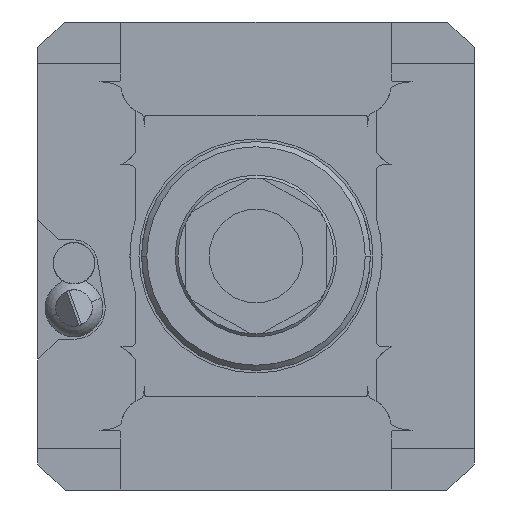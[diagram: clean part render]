
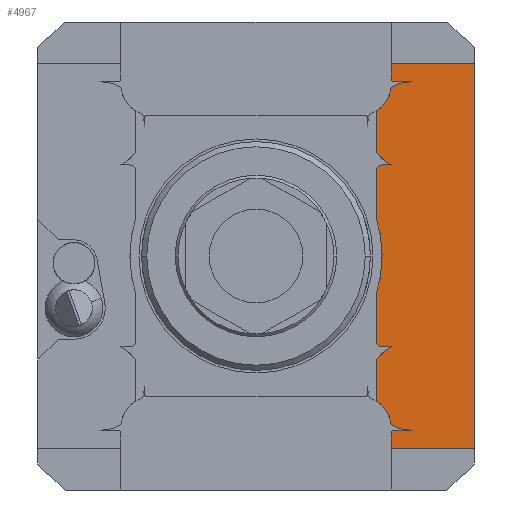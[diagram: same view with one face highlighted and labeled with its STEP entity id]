
A CAD part, left-side view. The second image highlights one B-rep face of the part: STEP entity #4967.
In plain terms, the highlighted planar face has unit normal (-1, 0, 0).
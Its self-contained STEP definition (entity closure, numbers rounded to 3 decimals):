
#584=CARTESIAN_POINT('',(-36.,-26.5,-34.));
#585=DIRECTION('',(-1.,0.,0.));
#586=DIRECTION('',(0.,0.,1.));
#587=AXIS2_PLACEMENT_3D('',#584,#585,#586);
#589=DIRECTION('',(0.,-1.,0.));
#590=VECTOR('',#589,3.5);
#591=CARTESIAN_POINT('',(-36.,-26.5,-33.5));
#592=LINE('',#591,#590);
#593=CARTESIAN_POINT('',(-36.,-30.,-25.));
#594=DIRECTION('',(-1.,0.,0.));
#595=DIRECTION('',(0.,0.473,-0.881));
#596=AXIS2_PLACEMENT_3D('',#593,#594,#595);
#598=CARTESIAN_POINT('',(-36.,-20.,-33.));
#599=DIRECTION('',(-1.,0.,0.));
#600=DIRECTION('',(0.,-0.996,0.085));
#601=AXIS2_PLACEMENT_3D('',#598,#599,#600);
#603=DIRECTION('',(0.,0.,1.));
#604=VECTOR('',#603,7.827);
#605=CARTESIAN_POINT('',(-36.,-23.1,-27.863));
#606=LINE('',#605,#604);
#607=CARTESIAN_POINT('',(-36.,-30.,-25.));
#608=DIRECTION('',(-1.,0.,0.));
#609=DIRECTION('',(0.,0.471,0.882));
#610=AXIS2_PLACEMENT_3D('',#607,#608,#609);
#612=DIRECTION('',(0.,1.,0.));
#613=VECTOR('',#612,1.7);
#614=CARTESIAN_POINT('',(-36.,-26.,-17.5));
#615=LINE('',#614,#613);
#616=CARTESIAN_POINT('',(-36.,-24.3,-16.3));
#617=DIRECTION('',(-1.,0.,0.));
#618=DIRECTION('',(0.,1.,0.));
#619=AXIS2_PLACEMENT_3D('',#616,#617,#618);
#621=DIRECTION('',(0.,0.,1.));
#622=VECTOR('',#621,8.921);
#623=CARTESIAN_POINT('',(-36.,-23.1,-16.3));
#624=LINE('',#623,#622);
#625=DIRECTION('',(0.,0.,1.));
#626=VECTOR('',#625,8.921);
#627=CARTESIAN_POINT('',(-36.,-23.1,7.379));
#628=LINE('',#627,#626);
#629=CARTESIAN_POINT('',(-36.,-24.3,16.3));
#630=DIRECTION('',(-1.,0.,0.));
#631=DIRECTION('',(0.,0.,1.));
#632=AXIS2_PLACEMENT_3D('',#629,#630,#631);
#634=DIRECTION('',(0.,-1.,0.));
#635=VECTOR('',#634,1.7);
#636=CARTESIAN_POINT('',(-36.,-24.3,17.5));
#637=LINE('',#636,#635);
#638=CARTESIAN_POINT('',(-36.,-30.,25.));
#639=DIRECTION('',(-1.,0.,0.));
#640=DIRECTION('',(0.,0.812,-0.584));
#641=AXIS2_PLACEMENT_3D('',#638,#639,#640);
#643=DIRECTION('',(0.,0.,1.));
#644=VECTOR('',#643,7.827);
#645=CARTESIAN_POINT('',(-36.,-23.1,20.036));
#646=LINE('',#645,#644);
#647=CARTESIAN_POINT('',(-36.,-20.,33.));
#648=DIRECTION('',(-1.,0.,0.));
#649=DIRECTION('',(0.,-0.517,-0.856));
#650=AXIS2_PLACEMENT_3D('',#647,#648,#649);
#652=CARTESIAN_POINT('',(-36.,-30.,25.));
#653=DIRECTION('',(-1.,0.,0.));
#654=DIRECTION('',(0.,0.,1.));
#655=AXIS2_PLACEMENT_3D('',#652,#653,#654);
#657=DIRECTION('',(0.,1.,0.));
#658=VECTOR('',#657,3.5);
#659=CARTESIAN_POINT('',(-36.,-30.,33.5));
#660=LINE('',#659,#658);
#661=CARTESIAN_POINT('',(-36.,-26.5,34.));
#662=DIRECTION('',(-1.,0.,0.));
#663=DIRECTION('',(0.,1.,0.));
#664=AXIS2_PLACEMENT_3D('',#661,#662,#663);
#666=DIRECTION('',(0.,0.,-1.));
#667=VECTOR('',#666,3.);
#668=CARTESIAN_POINT('',(-36.,-26.,37.));
#669=LINE('',#668,#667);
#670=DIRECTION('',(0.,0.,1.));
#671=VECTOR('',#670,3.);
#672=CARTESIAN_POINT('',(-36.,-26.,-37.));
#673=LINE('',#672,#671);
#682=DIRECTION('',(0.,-1.,0.));
#683=VECTOR('',#682,16.);
#684=CARTESIAN_POINT('',(-36.,-26.,-37.));
#685=LINE('',#684,#683);
#694=DIRECTION('',(0.,0.,1.));
#695=VECTOR('',#694,74.);
#696=CARTESIAN_POINT('',(-36.,-42.,-37.));
#697=LINE('',#696,#695);
#1734=CARTESIAN_POINT('',(-36.,0.,0.));
#1735=DIRECTION('',(1.,0.,0.));
#1736=DIRECTION('',(0.,-0.953,0.304));
#1737=AXIS2_PLACEMENT_3D('',#1734,#1735,#1736);
#1833=DIRECTION('',(0.,-1.,0.));
#1834=VECTOR('',#1833,16.);
#1835=CARTESIAN_POINT('',(-36.,-26.,37.));
#1836=LINE('',#1835,#1834);
#3551=CARTESIAN_POINT('',(-36.,-42.,-37.));
#3552=CARTESIAN_POINT('',(-36.,-42.,37.));
#3553=VERTEX_POINT('',#3551);
#3554=VERTEX_POINT('',#3552);
#3592=CARTESIAN_POINT('',(-36.,-23.1,-7.379));
#3594=VERTEX_POINT('',#3592);
#3596=CARTESIAN_POINT('',(-36.,-23.1,7.379));
#3598=VERTEX_POINT('',#3596);
#3663=CARTESIAN_POINT('',(-36.,-26.,-37.));
#3664=VERTEX_POINT('',#3663);
#3669=CARTESIAN_POINT('',(-36.,-26.,37.));
#3670=VERTEX_POINT('',#3669);
#3688=CARTESIAN_POINT('',(-36.,-23.1,-16.3));
#3690=VERTEX_POINT('',#3688);
#3692=CARTESIAN_POINT('',(-36.,-23.1,16.3));
#3694=VERTEX_POINT('',#3692);
#3695=CARTESIAN_POINT('',(-36.,-26.,-17.5));
#3696=CARTESIAN_POINT('',(-36.,-24.3,-17.5));
#3697=VERTEX_POINT('',#3695);
#3698=VERTEX_POINT('',#3696);
#3699=CARTESIAN_POINT('',(-36.,-24.3,17.5));
#3700=VERTEX_POINT('',#3699);
#3701=CARTESIAN_POINT('',(-36.,-26.,17.5));
#3702=VERTEX_POINT('',#3701);
#3799=CARTESIAN_POINT('',(-36.,-26.5,-33.5));
#3800=CARTESIAN_POINT('',(-36.,-26.,-34.));
#3801=VERTEX_POINT('',#3799);
#3802=VERTEX_POINT('',#3800);
#3803=CARTESIAN_POINT('',(-36.,-30.,-33.5));
#3804=VERTEX_POINT('',#3803);
#3805=CARTESIAN_POINT('',(-36.,-30.,33.5));
#3806=CARTESIAN_POINT('',(-36.,-26.5,33.5));
#3807=VERTEX_POINT('',#3805);
#3808=VERTEX_POINT('',#3806);
#3809=CARTESIAN_POINT('',(-36.,-26.,34.));
#3810=VERTEX_POINT('',#3809);
#3832=CARTESIAN_POINT('',(-36.,-23.1,-27.863));
#3834=VERTEX_POINT('',#3832);
#3836=CARTESIAN_POINT('',(-36.,-23.1,27.863));
#3838=VERTEX_POINT('',#3836);
#3864=CARTESIAN_POINT('',(-36.,-23.1,-20.036));
#3866=VERTEX_POINT('',#3864);
#3868=CARTESIAN_POINT('',(-36.,-23.1,20.036));
#3870=VERTEX_POINT('',#3868);
#3903=CARTESIAN_POINT('',(-36.,-25.978,-32.488));
#3904=VERTEX_POINT('',#3903);
#3905=CARTESIAN_POINT('',(-36.,-25.978,32.488));
#3906=VERTEX_POINT('',#3905);
#4915=CARTESIAN_POINT('',(-36.,-23.1,-37.));
#4916=DIRECTION('',(-1.,0.,0.));
#4917=DIRECTION('',(0.,-1.,0.));
#4918=AXIS2_PLACEMENT_3D('',#4915,#4916,#4917);
#4919=PLANE('',#4918);
#4921=ORIENTED_EDGE('',*,*,#4920,.F.);
#4923=ORIENTED_EDGE('',*,*,#4922,.T.);
#4925=ORIENTED_EDGE('',*,*,#4924,.F.);
#4926=ORIENTED_EDGE('',*,*,#4860,.T.);
#4927=ORIENTED_EDGE('',*,*,#4907,.T.);
#4928=ORIENTED_EDGE('',*,*,#4896,.F.);
#4930=ORIENTED_EDGE('',*,*,#4929,.T.);
#4932=ORIENTED_EDGE('',*,*,#4931,.F.);
#4934=ORIENTED_EDGE('',*,*,#4933,.T.);
#4936=ORIENTED_EDGE('',*,*,#4935,.F.);
#4938=ORIENTED_EDGE('',*,*,#4937,.T.);
#4940=ORIENTED_EDGE('',*,*,#4939,.F.);
#4942=ORIENTED_EDGE('',*,*,#4941,.T.);
#4944=ORIENTED_EDGE('',*,*,#4943,.F.);
#4946=ORIENTED_EDGE('',*,*,#4945,.T.);
#4948=ORIENTED_EDGE('',*,*,#4947,.T.);
#4950=ORIENTED_EDGE('',*,*,#4949,.F.);
#4952=ORIENTED_EDGE('',*,*,#4951,.T.);
#4954=ORIENTED_EDGE('',*,*,#4953,.F.);
#4956=ORIENTED_EDGE('',*,*,#4955,.F.);
#4958=ORIENTED_EDGE('',*,*,#4957,.T.);
#4960=ORIENTED_EDGE('',*,*,#4959,.F.);
#4962=ORIENTED_EDGE('',*,*,#4961,.F.);
#4964=ORIENTED_EDGE('',*,*,#4963,.T.);
#4965=EDGE_LOOP('',(#4921,#4923,#4925,#4926,#4927,#4928,#4930,#4932,#4934,#4936,
#4938,#4940,#4942,#4944,#4946,#4948,#4950,#4952,#4954,#4956,#4958,#4960,#4962,
#4964));
#4966=FACE_OUTER_BOUND('',#4965,.F.);
#4967=ADVANCED_FACE('',(#4966),#4919,.T.);
#588=CIRCLE('',#587,0.5);
#597=CIRCLE('',#596,8.5);
#602=CIRCLE('',#601,6.);
#611=CIRCLE('',#610,8.5);
#620=CIRCLE('',#619,1.2);
#633=CIRCLE('',#632,1.2);
#642=CIRCLE('',#641,8.5);
#651=CIRCLE('',#650,6.);
#656=CIRCLE('',#655,8.5);
#665=CIRCLE('',#664,0.5);
#1738=CIRCLE('',#1737,24.25);
#4860=EDGE_CURVE('',#3904,#3834,#602,.T.);
#4896=EDGE_CURVE('',#3697,#3866,#611,.T.);
#4907=EDGE_CURVE('',#3834,#3866,#606,.T.);
#4920=EDGE_CURVE('',#3801,#3802,#588,.T.);
#4922=EDGE_CURVE('',#3801,#3804,#592,.T.);
#4924=EDGE_CURVE('',#3904,#3804,#597,.T.);
#4929=EDGE_CURVE('',#3697,#3698,#615,.T.);
#4931=EDGE_CURVE('',#3690,#3698,#620,.T.);
#4933=EDGE_CURVE('',#3690,#3594,#624,.T.);
#4935=EDGE_CURVE('',#3598,#3594,#1738,.T.);
#4937=EDGE_CURVE('',#3598,#3694,#628,.T.);
#4939=EDGE_CURVE('',#3700,#3694,#633,.T.);
#4941=EDGE_CURVE('',#3700,#3702,#637,.T.);
#4943=EDGE_CURVE('',#3870,#3702,#642,.T.);
#4945=EDGE_CURVE('',#3870,#3838,#646,.T.);
#4947=EDGE_CURVE('',#3838,#3906,#651,.T.);
#4949=EDGE_CURVE('',#3807,#3906,#656,.T.);
#4951=EDGE_CURVE('',#3807,#3808,#660,.T.);
#4953=EDGE_CURVE('',#3810,#3808,#665,.T.);
#4955=EDGE_CURVE('',#3670,#3810,#669,.T.);
#4957=EDGE_CURVE('',#3670,#3554,#1836,.T.);
#4959=EDGE_CURVE('',#3553,#3554,#697,.T.);
#4961=EDGE_CURVE('',#3664,#3553,#685,.T.);
#4963=EDGE_CURVE('',#3664,#3802,#673,.T.);
